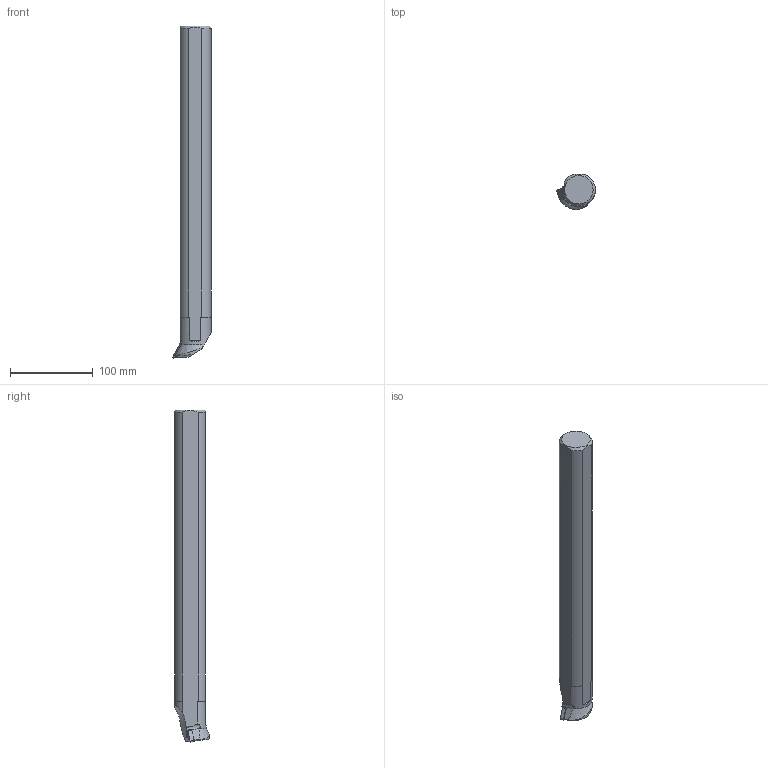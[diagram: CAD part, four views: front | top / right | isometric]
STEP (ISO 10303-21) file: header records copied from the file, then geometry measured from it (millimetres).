
FILE_DESCRIPTION(/* description */ (''),/* implementation_level */ '2;1');
FILE_NAME(/* name */ '1527591271702.stp',/* time_stamp */ '2018-05-29T12:54:35+02:00',/* author */ (''),/* organization */ ('SMS'),/* preprocessor_version */ 'ST-DEVELOPER v15',/* originating_system */ 'SIEMENS PLM Software NX 8.5',/* authorisation */ '');
FILE_SCHEMA (('AUTOMOTIVE_DESIGN { 1 0 10303 214 3 1 1 1 }'));
Length unit declared in the file: millimetre
Products named in the file (4): ASSEMBLY_CONSTRUCTION; IsoTurningInsert; 201673121mod000_00; 201673137mod000_00
Assembly tree (3 placements, depth 2):
  201673137mod000_00
    201673121mod000_00
    IsoTurningInsert
    ASSEMBLY_CONSTRUCTION
Bounding box: 46.88 x 41.7 x 401.5 mm (x, y, z)
Volume: 461416.6 mm3; surface area: 51223 mm2
Topology: 2 solids, 2 shells, 41 faces, 112 edges, 82 vertices
Faces by surface type: plane 19, cylinder 17, cone 5
Full cylindrical faces by diameter (mm): 3.81 x1
Entity records: 1561 total; most frequent: CARTESIAN_POINT 337, DIRECTION 239, ORIENTED_EDGE 216, EDGE_CURVE 108, AXIS2_PLACEMENT_3D 95, VERTEX_POINT 73, LINE 49, VECTOR 49
